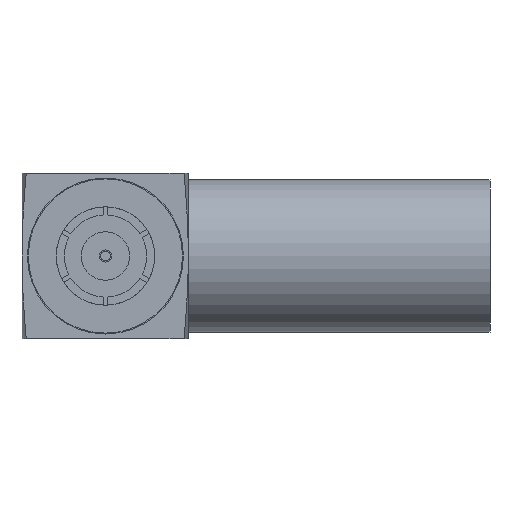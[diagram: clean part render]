
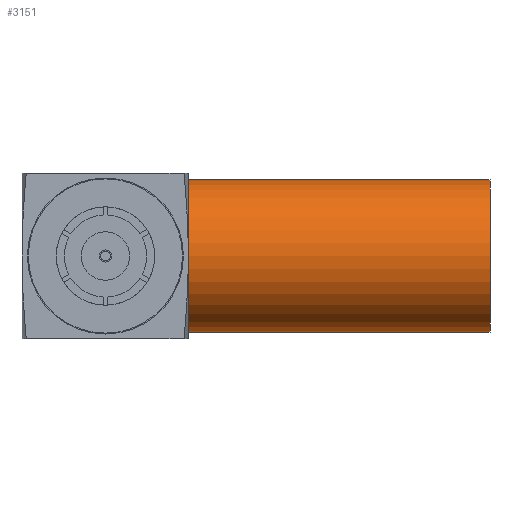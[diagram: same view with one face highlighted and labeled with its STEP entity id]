
A CAD part, left-side view. The second image highlights one B-rep face of the part: STEP entity #3151.
In plain terms, the highlighted cylindrical face has radius 3.194 mm (diameter 6.388 mm), a partial arc.
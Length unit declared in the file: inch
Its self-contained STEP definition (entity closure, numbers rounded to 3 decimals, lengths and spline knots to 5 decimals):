
#538 = DIRECTION ( 'NONE',  ( 0., 1., 0. ) ) ;
#647 = CIRCLE ( 'NONE', #2391, 0.12575 ) ;
#824 = CARTESIAN_POINT ( 'NONE',  ( 0.16325, -0.137, -0.12575 ) ) ;
#1067 = CYLINDRICAL_SURFACE ( 'NONE', #6689, 0.12575 ) ;
#1213 = CARTESIAN_POINT ( 'NONE',  ( 0.16325, -0.636, 0.12575 ) ) ;
#1279 = VECTOR ( 'NONE', #2844, 39.37008 ) ;
#1761 = ORIENTED_EDGE ( 'NONE', *, *, #3898, .T. ) ;
#1799 = DIRECTION ( 'NONE',  ( 0., -1., 0. ) ) ;
#1824 = DIRECTION ( 'NONE',  ( 0., -1., 0. ) ) ;
#2137 = CARTESIAN_POINT ( 'NONE',  ( 0.16325, -0.636, -0.12575 ) ) ;
#2258 = VERTEX_POINT ( 'NONE', #2137 ) ;
#2391 = AXIS2_PLACEMENT_3D ( 'NONE', #6010, #1799, #6707 ) ;
#2555 = AXIS2_PLACEMENT_3D ( 'NONE', #4688, #1824, #5502 ) ;
#2734 = CARTESIAN_POINT ( 'NONE',  ( 0.16325, -0.636, 0.12575 ) ) ;
#2844 = DIRECTION ( 'NONE',  ( 0., 1., 0. ) ) ;
#2916 = ORIENTED_EDGE ( 'NONE', *, *, #7346, .F. ) ;
#2970 = CIRCLE ( 'NONE', #2555, 0.12575 ) ;
#3151 = ADVANCED_FACE ( 'NONE', ( #7780 ), #1067, .T. ) ;
#3164 = LINE ( 'NONE', #6334, #1279 ) ;
#3226 = DIRECTION ( 'NONE',  ( 0., 1., 0. ) ) ;
#3898 = EDGE_CURVE ( 'NONE', #7464, #5736, #5047, .T. ) ;
#3956 = EDGE_CURVE ( 'NONE', #5736, #4600, #2970, .T. ) ;
#4069 = CARTESIAN_POINT ( 'NONE',  ( 0.16325, -0.137, 0.12575 ) ) ;
#4381 = EDGE_LOOP ( 'NONE', ( #8085, #2916, #1761, #7138 ) ) ;
#4600 = VERTEX_POINT ( 'NONE', #824 ) ;
#4688 = CARTESIAN_POINT ( 'NONE',  ( 0.16325, -0.137, 0. ) ) ;
#5047 = LINE ( 'NONE', #1213, #5589 ) ;
#5502 = DIRECTION ( 'NONE',  ( 0., 0., -1. ) ) ;
#5589 = VECTOR ( 'NONE', #3226, 39.37008 ) ;
#5736 = VERTEX_POINT ( 'NONE', #4069 ) ;
#6010 = CARTESIAN_POINT ( 'NONE',  ( 0.16325, -0.636, 0. ) ) ;
#6334 = CARTESIAN_POINT ( 'NONE',  ( 0.16325, -0.636, -0.12575 ) ) ;
#6689 = AXIS2_PLACEMENT_3D ( 'NONE', #6736, #538, #6857 ) ;
#6707 = DIRECTION ( 'NONE',  ( 0., 0., -1. ) ) ;
#6736 = CARTESIAN_POINT ( 'NONE',  ( 0.16325, -0.636, 0. ) ) ;
#6857 = DIRECTION ( 'NONE',  ( 0., 0., 1. ) ) ;
#7138 = ORIENTED_EDGE ( 'NONE', *, *, #3956, .T. ) ;
#7346 = EDGE_CURVE ( 'NONE', #7464, #2258, #647, .T. ) ;
#7464 = VERTEX_POINT ( 'NONE', #2734 ) ;
#7780 = FACE_OUTER_BOUND ( 'NONE', #4381, .T. ) ;
#8085 = ORIENTED_EDGE ( 'NONE', *, *, #8621, .F. ) ;
#8621 = EDGE_CURVE ( 'NONE', #2258, #4600, #3164, .T. ) ;
